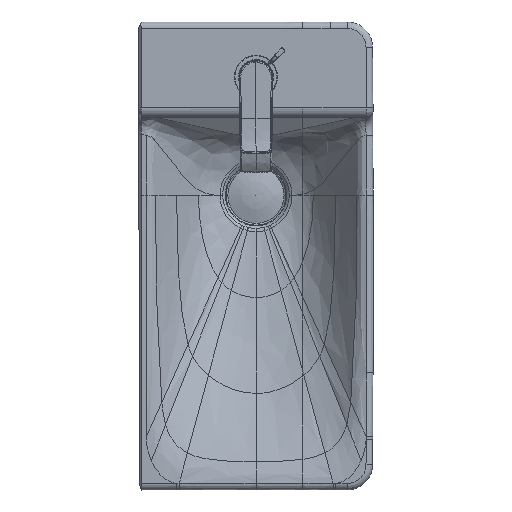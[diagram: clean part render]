
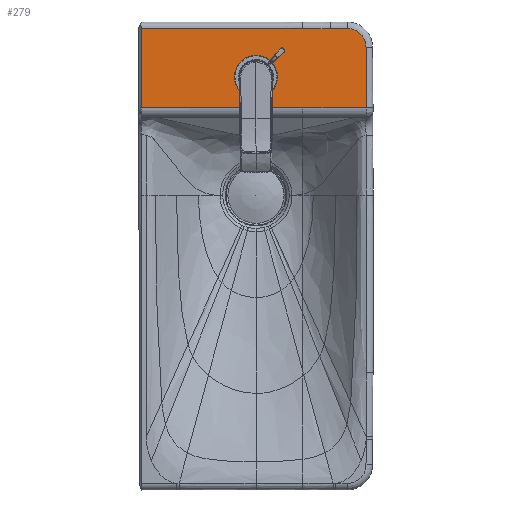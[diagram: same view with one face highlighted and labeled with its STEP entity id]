
A CAD part, top view. The second image highlights one B-rep face of the part: STEP entity #279.
In plain terms, the highlighted planar face has unit normal (0, 0, 1).
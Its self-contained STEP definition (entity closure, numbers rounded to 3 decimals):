
#123=CARTESIAN_POINT('',(74.358,8.39,17.));
#124=VERTEX_POINT('',#123);
#125=CARTESIAN_POINT('',(59.0,0.0,17.));
#126=DIRECTION('',(0.,0.,1.0));
#127=DIRECTION('',(0.878,0.479,0.));
#128=AXIS2_PLACEMENT_3D('',#125,#126,#127);
#129=CIRCLE('',#128,17.5);
#130=EDGE_CURVE('',#124,#124,#129,.T.);
#135=CARTESIAN_POINT('',(91.788,130.0,17.0));
#136=DIRECTION('',(0.0,0.0,1.0));
#137=DIRECTION('',(1.0,0.0,0.0));
#138=AXIS2_PLACEMENT_3D('',#135,#136,#137);
#139=PLANE('',#138);
#140=CARTESIAN_POINT('',(91.788,-122.3,17.));
#141=VERTEX_POINT('',#140);
#142=CARTESIAN_POINT('',(7.034,-122.3,17.0));
#143=VERTEX_POINT('',#142);
#144=CARTESIAN_POINT('',(91.788,-122.3,17.0));
#145=DIRECTION('',(-1.0,0.0,0.0));
#146=VECTOR('',#145,84.754);
#147=LINE('',#144,#146);
#148=EDGE_CURVE('',#141,#143,#147,.T.);
#149=ORIENTED_EDGE('',*,*,#148,.F.);
#150=CARTESIAN_POINT('',(91.788,50.,17.));
#151=VERTEX_POINT('',#150);
#152=CARTESIAN_POINT('',(91.788,-122.3,17.0));
#153=DIRECTION('',(0.0,1.0,0.0));
#154=VECTOR('',#153,172.3);
#155=LINE('',#152,#154);
#156=EDGE_CURVE('',#151,#141,#155,.F.);
#157=ORIENTED_EDGE('',*,*,#156,.F.);
#158=CARTESIAN_POINT('',(91.788,118.026,17.));
#159=VERTEX_POINT('',#158);
#160=CARTESIAN_POINT('',(91.788,118.026,17.0));
#161=CARTESIAN_POINT('',(91.788,104.399,17.0));
#162=CARTESIAN_POINT('',(91.788,90.78,17.0));
#163=CARTESIAN_POINT('',(91.788,77.173,17.0));
#164=CARTESIAN_POINT('',(91.788,63.58,17.0));
#165=CARTESIAN_POINT('',(91.788,50.,17.0));
#166=B_SPLINE_CURVE_WITH_KNOTS('',5,(#160,#161,#162,#163,#164,#165),.UNSPECIFIED.,.F.,.U.,(6,6),(0.0,96.203),.UNSPECIFIED.);
#167=EDGE_CURVE('',#159,#151,#166,.T.);
#168=ORIENTED_EDGE('',*,*,#167,.F.);
#169=CARTESIAN_POINT('',(27.031,117.631,17.0));
#170=VERTEX_POINT('',#169);
#171=CARTESIAN_POINT('',(27.031,117.631,17.0));
#172=CARTESIAN_POINT('',(29.106,117.646,17.0));
#173=CARTESIAN_POINT('',(31.187,117.66,17.0));
#174=CARTESIAN_POINT('',(33.27,117.675,17.0));
#175=CARTESIAN_POINT('',(40.752,117.727,17.0));
#176=CARTESIAN_POINT('',(48.247,117.776,17.0));
#177=CARTESIAN_POINT('',(55.678,117.823,17.0));
#178=CARTESIAN_POINT('',(58.663,117.841,17.0));
#179=CARTESIAN_POINT('',(61.604,117.859,17.0));
#180=CARTESIAN_POINT('',(64.578,117.877,17.0));
#181=CARTESIAN_POINT('',(64.605,117.877,17.0));
#182=CARTESIAN_POINT('',(64.631,117.877,17.0));
#183=CARTESIAN_POINT('',(64.657,117.877,17.0));
#184=CARTESIAN_POINT('',(65.169,117.88,17.0));
#185=CARTESIAN_POINT('',(65.681,117.883,17.0));
#186=CARTESIAN_POINT('',(66.193,117.886,17.0));
#187=CARTESIAN_POINT('',(68.659,117.901,17.0));
#188=CARTESIAN_POINT('',(71.119,117.915,17.0));
#189=CARTESIAN_POINT('',(73.574,117.929,17.0));
#190=CARTESIAN_POINT('',(79.666,117.963,17.0));
#191=CARTESIAN_POINT('',(85.72,117.996,17.0));
#192=CARTESIAN_POINT('',(91.788,118.026,17.0));
#193=B_SPLINE_CURVE_WITH_KNOTS('',3,(#171,#172,#173,#174,#175,#176,#177,#178,#179,#180,#181,#182,#183,#184,#185,#186,#187,#188,#189,#190,#191,#192),.UNSPECIFIED.,.F.,.U.,(4,3,3,3,3,3,3,4),(0.0,8.748,40.175,52.8,52.913,55.086,65.559,91.544),.UNSPECIFIED.);
#194=EDGE_CURVE('',#170,#159,#193,.T.);
#195=ORIENTED_EDGE('',*,*,#194,.F.);
#196=CARTESIAN_POINT('',(7.175,97.662,17.0));
#197=VERTEX_POINT('',#196);
#198=CARTESIAN_POINT('',(27.031,117.631,17.0));
#199=CARTESIAN_POINT('',(23.744,117.607,17.0));
#200=CARTESIAN_POINT('',(20.466,116.758,17.));
#201=CARTESIAN_POINT('',(17.582,115.182,17.));
#202=CARTESIAN_POINT('',(14.699,113.607,17.));
#203=CARTESIAN_POINT('',(12.214,111.309,17.));
#204=CARTESIAN_POINT('',(10.42,108.556,17.));
#205=CARTESIAN_POINT('',(10.239,108.279,17.));
#206=CARTESIAN_POINT('',(10.065,107.998,17.));
#207=CARTESIAN_POINT('',(9.899,107.712,17.));
#208=CARTESIAN_POINT('',(8.41,105.16,17.));
#209=CARTESIAN_POINT('',(7.497,102.274,17.0));
#210=CARTESIAN_POINT('',(7.247,99.33,17.0));
#211=CARTESIAN_POINT('',(7.2,98.775,17.0));
#212=CARTESIAN_POINT('',(7.176,98.219,17.0));
#213=CARTESIAN_POINT('',(7.175,97.662,17.0));
#214=B_SPLINE_CURVE_WITH_KNOTS('',3,(#198,#199,#200,#201,#202,#203,#204,#205,#206,#207,#208,#209,#210,#211,#212,#213),.UNSPECIFIED.,.F.,.U.,(4,3,3,3,3,4),(0.,13.984,27.962,29.368,41.939,44.306),.UNSPECIFIED.);
#215=EDGE_CURVE('',#197,#170,#214,.F.);
#216=ORIENTED_EDGE('',*,*,#215,.F.);
#217=CARTESIAN_POINT('',(7.153,79.234,17.0));
#218=VERTEX_POINT('',#217);
#219=CARTESIAN_POINT('',(7.175,97.662,17.0));
#220=DIRECTION('',(-0.001,-1.,0.0));
#221=VECTOR('',#220,18.428);
#222=LINE('',#219,#221);
#223=EDGE_CURVE('',#218,#197,#222,.F.);
#224=ORIENTED_EDGE('',*,*,#223,.F.);
#225=CARTESIAN_POINT('',(7.121,49.991,17.));
#226=VERTEX_POINT('',#225);
#227=CARTESIAN_POINT('',(7.153,79.234,17.0));
#228=CARTESIAN_POINT('',(7.147,73.999,17.0));
#229=CARTESIAN_POINT('',(7.141,68.502,17.0));
#230=CARTESIAN_POINT('',(7.135,63.012,17.0));
#231=CARTESIAN_POINT('',(7.13,58.588,17.0));
#232=CARTESIAN_POINT('',(7.126,54.21,17.0));
#233=CARTESIAN_POINT('',(7.121,49.991,17.0));
#234=B_SPLINE_CURVE_WITH_KNOTS('',3,(#227,#228,#229,#230,#231,#232,#233),.UNSPECIFIED.,.F.,.U.,(4,3,4),(0.0,22.876,41.313),.UNSPECIFIED.);
#235=EDGE_CURVE('',#226,#218,#234,.F.);
#236=ORIENTED_EDGE('',*,*,#235,.F.);
#237=CARTESIAN_POINT('',(7.121,49.991,17.0));
#238=CARTESIAN_POINT('',(7.117,45.97,17.0));
#239=CARTESIAN_POINT('',(7.113,41.935,17.0));
#240=CARTESIAN_POINT('',(7.109,37.862,17.0));
#241=CARTESIAN_POINT('',(7.107,35.252,17.0));
#242=CARTESIAN_POINT('',(7.105,32.59,17.0));
#243=CARTESIAN_POINT('',(7.102,30.084,17.0));
#244=CARTESIAN_POINT('',(7.101,28.68,17.0));
#245=CARTESIAN_POINT('',(7.1,27.297,17.0));
#246=CARTESIAN_POINT('',(7.099,25.861,17.0));
#247=CARTESIAN_POINT('',(7.097,24.048,17.0));
#248=CARTESIAN_POINT('',(7.095,22.153,17.0));
#249=CARTESIAN_POINT('',(7.094,20.288,17.0));
#250=CARTESIAN_POINT('',(7.074,-2.913,17.0));
#251=CARTESIAN_POINT('',(7.06,-26.115,17.0));
#252=CARTESIAN_POINT('',(7.05,-49.316,17.0));
#253=CARTESIAN_POINT('',(7.045,-60.917,17.0));
#254=CARTESIAN_POINT('',(7.041,-72.518,17.0));
#255=CARTESIAN_POINT('',(7.038,-84.118,17.0));
#256=CARTESIAN_POINT('',(7.037,-89.919,17.0));
#257=CARTESIAN_POINT('',(7.036,-95.719,17.0));
#258=CARTESIAN_POINT('',(7.035,-101.519,17.0));
#259=CARTESIAN_POINT('',(7.035,-104.714,17.0));
#260=CARTESIAN_POINT('',(7.034,-107.909,17.0));
#261=CARTESIAN_POINT('',(7.034,-111.105,17.0));
#262=CARTESIAN_POINT('',(7.034,-113.377,17.0));
#263=CARTESIAN_POINT('',(7.034,-115.65,17.0));
#264=CARTESIAN_POINT('',(7.034,-117.922,17.0));
#265=CARTESIAN_POINT('',(7.034,-118.255,17.0));
#266=CARTESIAN_POINT('',(7.034,-118.582,17.0));
#267=CARTESIAN_POINT('',(7.034,-118.906,17.0));
#268=CARTESIAN_POINT('',(7.034,-120.04,17.0));
#269=CARTESIAN_POINT('',(7.034,-121.13,17.0));
#270=CARTESIAN_POINT('',(7.034,-122.3,17.0));
#271=B_SPLINE_CURVE_WITH_KNOTS('',3,(#237,#238,#239,#240,#241,#242,#243,#244,#245,#246,#247,#248,#249,#250,#251,#252,#253,#254,#255,#256,#257,#258,#259,#260,#261,#262,#263,#264,#265,#266,#267,#268,#269,#270),.UNSPECIFIED.,.F.,.U.,(4,3,3,3,3,3,3,3,3,3,3,4),(0.0,17.413,28.571,34.825,42.724,141.024,190.174,214.749,228.287,237.915,239.324,244.27),.UNSPECIFIED.);
#272=EDGE_CURVE('',#143,#226,#271,.F.);
#273=ORIENTED_EDGE('',*,*,#272,.F.);
#274=EDGE_LOOP('',(#149,#157,#168,#195,#216,#224,#236,#273));
#275=FACE_OUTER_BOUND('',#274,.T.);
#276=ORIENTED_EDGE('',*,*,#130,.F.);
#277=EDGE_LOOP('',(#276));
#278=FACE_BOUND('',#277,.T.);
#279=ADVANCED_FACE('',(#275,#278),#139,.T.);
